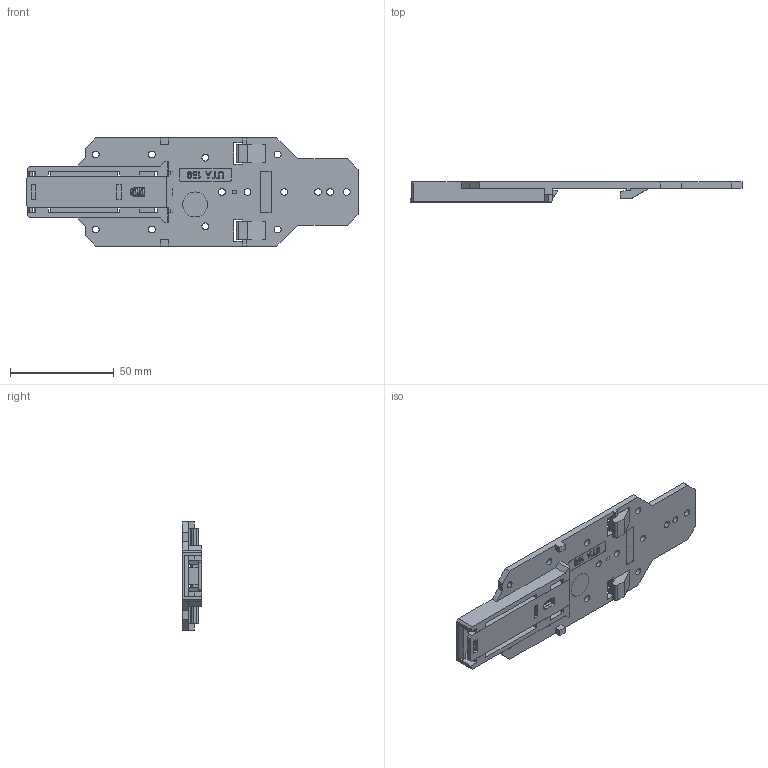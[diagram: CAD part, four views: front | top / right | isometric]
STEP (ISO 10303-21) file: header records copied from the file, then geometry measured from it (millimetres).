
FILE_DESCRIPTION(('Creo Elements/Direct Modeling STEP Export'),'2;1');
FILE_NAME('model.stp','2020-10-19T12:17:13',(''),(''),'Creo Elements/Direct Modeling STEP processor for AP214 (Solid Model)','Creo Elements/Direct Modeling 20.1A 29-Sep-2018 (C) Parametric Technology GmbH','');
FILE_SCHEMA(('AUTOMOTIVE_DESIGN { 1 0 10303 214 1 1 1 1 }'));
Length unit declared in the file: millimetre
Products named in the file (4): VAL-M_FEDER_0.5MM_vorgespannt__TECDOC_00757586-01; UTA_FUSSRIEGEL-71_H.Select__00426035; UTA_159_PLATTE_H.Select__00426554; UTA_159__Tecdoc
Assembly tree (3 placements, depth 2):
  UTA_159__Tecdoc
    UTA_159_PLATTE_H.Select__00426554
    UTA_FUSSRIEGEL-71_H.Select__00426035
    VAL-M_FEDER_0.5MM_vorgespannt__TECDOC_00757586-01
Bounding box: 159.65 x 9.6 x 52 mm (x, y, z)
Volume: 26526.5 mm3; surface area: 22336.2 mm2
Topology: 3 solids, 3 shells, 494 faces, 1418 edges, 937 vertices
Faces by surface type: plane 408, cylinder 47, cone 33, bspline 6
Entity records: 18593 total; most frequent: CARTESIAN_POINT 5643, ORIENTED_EDGE 2836, DIRECTION 2366, EDGE_CURVE 1418, VECTOR 1252, LINE 1252, VERTEX_POINT 937, EDGE_LOOP 557
